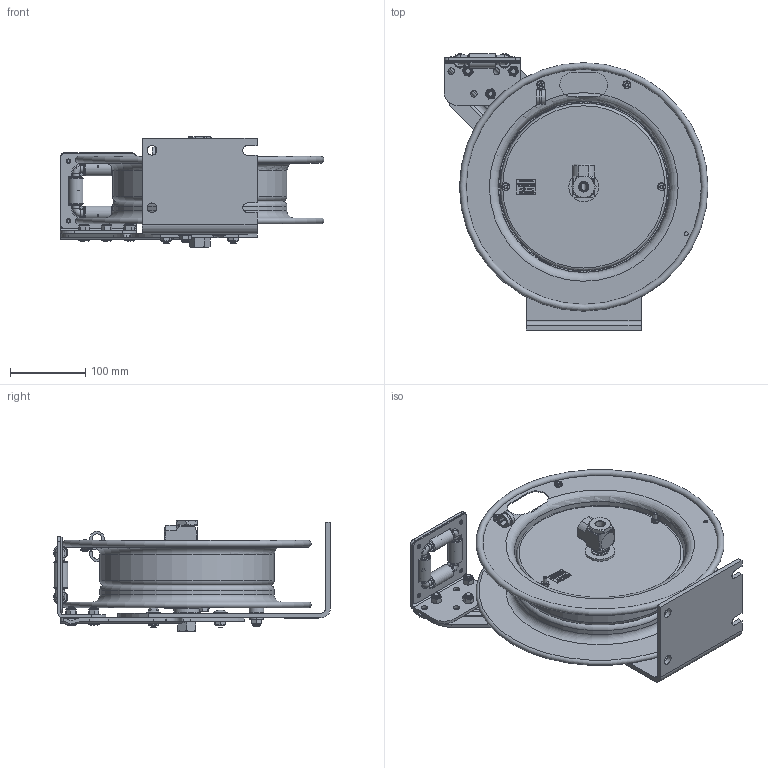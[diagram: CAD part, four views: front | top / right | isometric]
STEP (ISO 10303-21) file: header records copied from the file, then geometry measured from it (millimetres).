
FILE_DESCRIPTION(/* description */ (''),/* implementation_level */ '2;1');
FILE_NAME(/* name */ 'P-LPL-125-AL_SHARED.stp',/* time_stamp */ '2020-04-02T14:08:37-07:00',/* author */ ('NMelton'),/* organization */ (''),/* preprocessor_version */ 'ST-DEVELOPER v17',/* originating_system */ 'Autodesk Inventor 2019',/* authorisation */ '');
FILE_SCHEMA (('AUTOMOTIVE_DESIGN { 1 0 10303 214 3 1 1 }'));
Products named in the file (1): P-LPL-125-AL_SHARED
Bounding box: 350.77 x 367.56 x 147.45 mm (x, y, z)
Surface area: 707751.4 mm2 (no closed solid volume)
Topology: 0 solids, 142 shells, 2697 faces, 11035 edges, 8145 vertices
Faces by surface type: plane 1410, bspline 552, cylinder 501, cone 145, torus 56, sphere 33
Full cylindrical faces by diameter (mm): 2.159 x2, 2.54 x1, 3.048 x1, 4.826 x6, 5.558 x1, 6.35 x5, 7.925 x1, 7.938 x3, 8.636 x7, 8.89 x2, 11.43 x3, 12.192 x8, 12.548 x1, 12.7 x2, 14.224 x1, 15.875 x2, 17.882 x1, 19.05 x5, 20.574 x1, 20.625 x1, 28.575 x1, 34.925 x1, 35.052 x1, 39.624 x1, 221.996 x1, 223.52 x1, 228.6 x2, 231.8 x2
Entity records: 122060 total; most frequent: CARTESIAN_POINT 35560, ORIENTED_EDGE 16539, DIRECTION 14738, EDGE_CURVE 10994, VERTEX_POINT 8145, LINE 6460, VECTOR 6460, AXIS2_PLACEMENT_3D 4139
